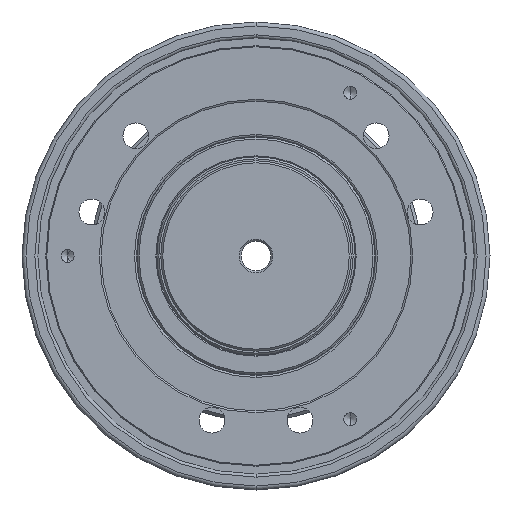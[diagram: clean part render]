
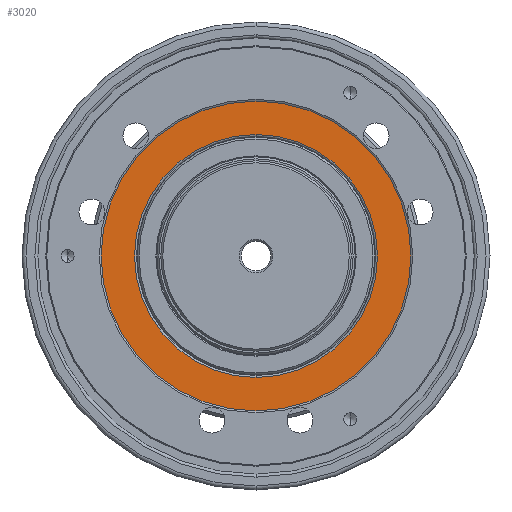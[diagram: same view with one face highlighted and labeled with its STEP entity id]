
A CAD part, front view. The second image highlights one B-rep face of the part: STEP entity #3020.
In plain terms, the highlighted planar face has unit normal (0, -1, 0).
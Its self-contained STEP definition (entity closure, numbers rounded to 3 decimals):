
#78 = EDGE_CURVE ( 'NONE', #2662, #6136, #829, .T. ) ;
#829 = CIRCLE ( 'NONE', #2214, 61.25 ) ;
#1211 = EDGE_LOOP ( 'NONE', ( #5245, #4503 ) ) ;
#1252 = AXIS2_PLACEMENT_3D ( 'NONE', #7626, #3405, #8365 ) ;
#1442 = CIRCLE ( 'NONE', #2588, 78.134 ) ;
#2214 = AXIS2_PLACEMENT_3D ( 'NONE', #6717, #6727, #6731 ) ;
#2588 = AXIS2_PLACEMENT_3D ( 'NONE', #7778, #3543, #8519 ) ;
#2600 = CARTESIAN_POINT ( 'NONE',  ( 0., 31.5, -78.134 ) ) ;
#2662 = VERTEX_POINT ( 'NONE', #8796 ) ;
#2838 = EDGE_CURVE ( 'NONE', #5154, #7258, #7917, .T. ) ;
#3020 = ADVANCED_FACE ( 'NONE', ( #8932, #6758 ), #8903, .T. ) ;
#3256 = DIRECTION ( 'NONE',  ( 0., -1., 0. ) ) ;
#3316 = ORIENTED_EDGE ( 'NONE', *, *, #2838, .F. ) ;
#3405 = DIRECTION ( 'NONE',  ( 0., 1., 0. ) ) ;
#3536 = ORIENTED_EDGE ( 'NONE', *, *, #4280, .F. ) ;
#3543 = DIRECTION ( 'NONE',  ( 0., 1., 0. ) ) ;
#3650 = CARTESIAN_POINT ( 'NONE',  ( 0., 31.5, 61.25 ) ) ;
#3997 = EDGE_CURVE ( 'NONE', #6136, #2662, #8957, .T. ) ;
#4246 = AXIS2_PLACEMENT_3D ( 'NONE', #7455, #3256, #8215 ) ;
#4280 = EDGE_CURVE ( 'NONE', #7258, #5154, #1442, .T. ) ;
#4503 = ORIENTED_EDGE ( 'NONE', *, *, #78, .T. ) ;
#5154 = VERTEX_POINT ( 'NONE', #2600 ) ;
#5245 = ORIENTED_EDGE ( 'NONE', *, *, #3997, .T. ) ;
#5369 = AXIS2_PLACEMENT_3D ( 'NONE', #6557, #5876, #5839 ) ;
#5839 = DIRECTION ( 'NONE',  ( 0., 0., 1. ) ) ;
#5876 = DIRECTION ( 'NONE',  ( 0., 1., 0. ) ) ;
#6136 = VERTEX_POINT ( 'NONE', #3650 ) ;
#6557 = CARTESIAN_POINT ( 'NONE',  ( 0., 31.5, 0. ) ) ;
#6717 = CARTESIAN_POINT ( 'NONE',  ( 0., 31.5, 0. ) ) ;
#6727 = DIRECTION ( 'NONE',  ( 0., 1., 0. ) ) ;
#6731 = DIRECTION ( 'NONE',  ( 0., 0., 1. ) ) ;
#6758 = FACE_OUTER_BOUND ( 'NONE', #6901, .T. ) ;
#6901 = EDGE_LOOP ( 'NONE', ( #3316, #3536 ) ) ;
#6957 = CARTESIAN_POINT ( 'NONE',  ( 0., 31.5, 78.134 ) ) ;
#7258 = VERTEX_POINT ( 'NONE', #6957 ) ;
#7455 = CARTESIAN_POINT ( 'NONE',  ( 0., 31.5, 0. ) ) ;
#7626 = CARTESIAN_POINT ( 'NONE',  ( 0., 31.5, 0. ) ) ;
#7778 = CARTESIAN_POINT ( 'NONE',  ( 0., 31.5, 0. ) ) ;
#7917 = CIRCLE ( 'NONE', #5369, 78.134 ) ;
#8215 = DIRECTION ( 'NONE',  ( 0., 0., -1. ) ) ;
#8365 = DIRECTION ( 'NONE',  ( 0., 0., 1. ) ) ;
#8519 = DIRECTION ( 'NONE',  ( 0., 0., 1. ) ) ;
#8796 = CARTESIAN_POINT ( 'NONE',  ( 0., 31.5, -61.25 ) ) ;
#8903 = PLANE ( 'NONE',  #4246 ) ;
#8932 = FACE_BOUND ( 'NONE', #1211, .T. ) ;
#8957 = CIRCLE ( 'NONE', #1252, 61.25 ) ;
